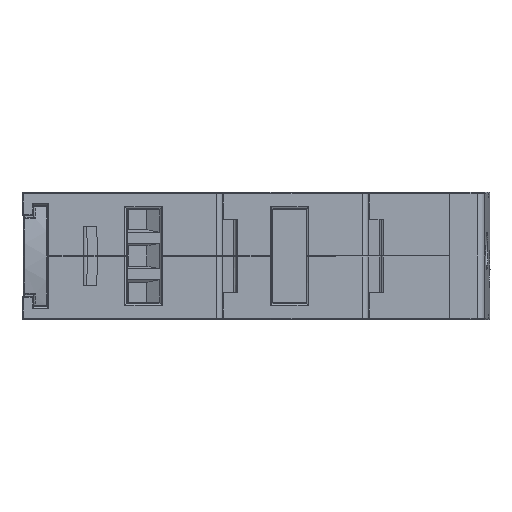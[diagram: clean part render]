
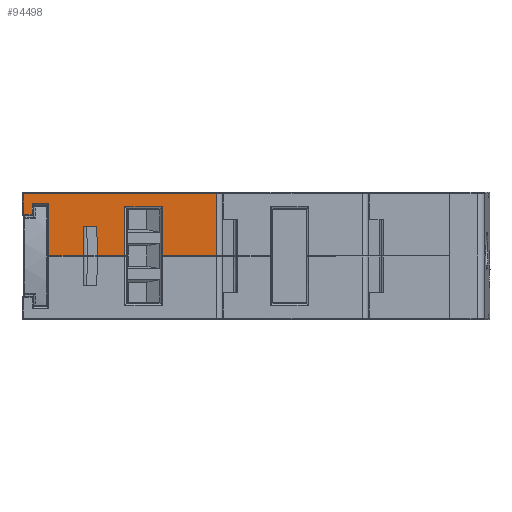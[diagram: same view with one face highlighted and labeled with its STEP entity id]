
A CAD part, front view. The second image highlights one B-rep face of the part: STEP entity #94498.
In plain terms, the highlighted planar face has unit normal (0, -1, 0).
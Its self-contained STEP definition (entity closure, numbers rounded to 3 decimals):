
#139 = DIRECTION ( 'NONE',  ( 0., 0., 1. ) ) ;
#886 = CARTESIAN_POINT ( 'NONE',  ( 11.856, -58.236, 8.025 ) ) ;
#1410 = CARTESIAN_POINT ( 'NONE',  ( 37.956, -58.236, 8.025 ) ) ;
#2488 = CARTESIAN_POINT ( 'NONE',  ( 37.956, -58.236, -0.725 ) ) ;
#2728 = VERTEX_POINT ( 'NONE', #33123 ) ;
#3591 = DIRECTION ( 'NONE',  ( 1., 0., 0. ) ) ;
#5115 = EDGE_CURVE ( 'NONE', #57414, #56747, #6620, .T. ) ;
#5332 = VERTEX_POINT ( 'NONE', #40456 ) ;
#5764 = ORIENTED_EDGE ( 'NONE', *, *, #35277, .T. ) ;
#6620 = LINE ( 'NONE', #2488, #102337 ) ;
#6829 = VECTOR ( 'NONE', #139, 1000. ) ;
#9299 = CARTESIAN_POINT ( 'NONE',  ( 18.838, -58.236, -0.725 ) ) ;
#9566 = LINE ( 'NONE', #886, #6829 ) ;
#10070 = CARTESIAN_POINT ( 'NONE',  ( 37.956, -58.236, -0.725 ) ) ;
#12848 = CARTESIAN_POINT ( 'NONE',  ( 37.956, -58.236, -0.725 ) ) ;
#13304 = CARTESIAN_POINT ( 'NONE',  ( 37.156, -58.236, -0.725 ) ) ;
#13550 = LINE ( 'NONE', #12848, #95430 ) ;
#14037 = VERTEX_POINT ( 'NONE', #9299 ) ;
#14628 = EDGE_CURVE ( 'NONE', #37167, #5332, #24819, .T. ) ;
#14682 = VERTEX_POINT ( 'NONE', #106175 ) ;
#15899 = VERTEX_POINT ( 'NONE', #56837 ) ;
#16181 = CARTESIAN_POINT ( 'NONE',  ( 37.956, -58.236, 6.008 ) ) ;
#16900 = EDGE_CURVE ( 'NONE', #80339, #37167, #43195, .T. ) ;
#17726 = CARTESIAN_POINT ( 'NONE',  ( 37.956, -58.236, 3.275 ) ) ;
#19639 = DIRECTION ( 'NONE',  ( 1., 0., 0. ) ) ;
#19706 = EDGE_CURVE ( 'NONE', #45163, #51922, #110541, .T. ) ;
#20138 = CARTESIAN_POINT ( 'NONE',  ( 24.572, -58.236, 8.025 ) ) ;
#20876 = ORIENTED_EDGE ( 'NONE', *, *, #24177, .T. ) ;
#24177 = EDGE_CURVE ( 'NONE', #5332, #57414, #24596, .T. ) ;
#24185 = LINE ( 'NONE', #97006, #97768 ) ;
#24596 = LINE ( 'NONE', #51745, #46745 ) ;
#24819 = LINE ( 'NONE', #16181, #92761 ) ;
#26154 = CARTESIAN_POINT ( 'NONE',  ( 24.572, -58.236, 6.008 ) ) ;
#26467 = VECTOR ( 'NONE', #82194, 1000. ) ;
#30942 = VERTEX_POINT ( 'NONE', #55768 ) ;
#33123 = CARTESIAN_POINT ( 'NONE',  ( 20.773, -58.236, -0.725 ) ) ;
#34572 = DIRECTION ( 'NONE',  ( -0.009, 0., 1. ) ) ;
#35277 = EDGE_CURVE ( 'NONE', #56747, #15899, #92254, .T. ) ;
#36158 = CARTESIAN_POINT ( 'NONE',  ( 37.956, -58.236, 4.975 ) ) ;
#37154 = CARTESIAN_POINT ( 'NONE',  ( 10.656, -58.236, 7.825 ) ) ;
#37167 = VERTEX_POINT ( 'NONE', #26154 ) ;
#39242 = CARTESIAN_POINT ( 'NONE',  ( 37.156, -58.236, 8.025 ) ) ;
#40201 = CARTESIAN_POINT ( 'NONE',  ( 11.856, -58.236, 4.975 ) ) ;
#40456 = CARTESIAN_POINT ( 'NONE',  ( 29.739, -58.236, 6.008 ) ) ;
#40684 = DIRECTION ( 'NONE',  ( -0.009, 0., -1. ) ) ;
#41734 = EDGE_LOOP ( 'NONE', ( #71578, #5764, #113039, #84766, #78090, #52875, #66893, #55139, #41999, #99165, #103931, #41831, #114405, #103627, #42009, #20876 ) ) ;
#41831 = ORIENTED_EDGE ( 'NONE', *, *, #99070, .F. ) ;
#41999 = ORIENTED_EDGE ( 'NONE', *, *, #102887, .T. ) ;
#42009 = ORIENTED_EDGE ( 'NONE', *, *, #14628, .T. ) ;
#42442 = LINE ( 'NONE', #42804, #109083 ) ;
#42581 = VECTOR ( 'NONE', #63337, 1000. ) ;
#42804 = CARTESIAN_POINT ( 'NONE',  ( 14.156, -58.236, 8.025 ) ) ;
#43195 = LINE ( 'NONE', #20138, #26467 ) ;
#43268 = CARTESIAN_POINT ( 'NONE',  ( 14.156, -58.236, -0.725 ) ) ;
#45163 = VERTEX_POINT ( 'NONE', #100769 ) ;
#45381 = LINE ( 'NONE', #84852, #53692 ) ;
#46745 = VECTOR ( 'NONE', #104124, 1000. ) ;
#50002 = EDGE_CURVE ( 'NONE', #51922, #110133, #42442, .T. ) ;
#51745 = CARTESIAN_POINT ( 'NONE',  ( 29.739, -58.236, 8.025 ) ) ;
#51922 = VERTEX_POINT ( 'NONE', #55573 ) ;
#52875 = ORIENTED_EDGE ( 'NONE', *, *, #69423, .T. ) ;
#53258 = EDGE_CURVE ( 'NONE', #15899, #66610, #111749, .T. ) ;
#53375 = PLANE ( 'NONE',  #67000 ) ;
#53692 = VECTOR ( 'NONE', #40684, 1000. ) ;
#54544 = CARTESIAN_POINT ( 'NONE',  ( 37.956, -58.236, 6.475 ) ) ;
#55139 = ORIENTED_EDGE ( 'NONE', *, *, #50002, .T. ) ;
#55573 = CARTESIAN_POINT ( 'NONE',  ( 14.156, -58.236, 6.475 ) ) ;
#55768 = CARTESIAN_POINT ( 'NONE',  ( 18.873, -58.236, 3.275 ) ) ;
#56747 = VERTEX_POINT ( 'NONE', #13304 ) ;
#56837 = CARTESIAN_POINT ( 'NONE',  ( 37.156, -58.236, 7.825 ) ) ;
#57414 = VERTEX_POINT ( 'NONE', #114250 ) ;
#59590 = VERTEX_POINT ( 'NONE', #69620 ) ;
#60480 = DIRECTION ( 'NONE',  ( 1., 0., 0. ) ) ;
#63337 = DIRECTION ( 'NONE',  ( 1., 0., 0. ) ) ;
#64247 = VECTOR ( 'NONE', #79818, 1000. ) ;
#66610 = VERTEX_POINT ( 'NONE', #37154 ) ;
#66893 = ORIENTED_EDGE ( 'NONE', *, *, #19706, .T. ) ;
#67000 = AXIS2_PLACEMENT_3D ( 'NONE', #1410, #82025, #90173 ) ;
#68443 = EDGE_CURVE ( 'NONE', #59590, #78478, #95320, .T. ) ;
#68490 = DIRECTION ( 'NONE',  ( 0., 0., -1. ) ) ;
#69423 = EDGE_CURVE ( 'NONE', #78478, #45163, #9566, .T. ) ;
#69620 = CARTESIAN_POINT ( 'NONE',  ( 10.656, -58.236, 4.975 ) ) ;
#69756 = CARTESIAN_POINT ( 'NONE',  ( 24.572, -58.236, -0.725 ) ) ;
#69927 = CARTESIAN_POINT ( 'NONE',  ( 37.956, -58.236, 7.825 ) ) ;
#71121 = DIRECTION ( 'NONE',  ( 1., 0., 0. ) ) ;
#71578 = ORIENTED_EDGE ( 'NONE', *, *, #5115, .T. ) ;
#74242 = DIRECTION ( 'NONE',  ( 0., 0., 1. ) ) ;
#75693 = VECTOR ( 'NONE', #74242, 1000. ) ;
#78090 = ORIENTED_EDGE ( 'NONE', *, *, #68443, .T. ) ;
#78478 = VERTEX_POINT ( 'NONE', #40201 ) ;
#79403 = FACE_OUTER_BOUND ( 'NONE', #41734, .T. ) ;
#79818 = DIRECTION ( 'NONE',  ( -1., 0., 0. ) ) ;
#80339 = VERTEX_POINT ( 'NONE', #69756 ) ;
#82025 = DIRECTION ( 'NONE',  ( 0., 1., 0. ) ) ;
#82194 = DIRECTION ( 'NONE',  ( 0., 0., 1. ) ) ;
#82824 = VECTOR ( 'NONE', #19639, 1000. ) ;
#84766 = ORIENTED_EDGE ( 'NONE', *, *, #87183, .T. ) ;
#84852 = CARTESIAN_POINT ( 'NONE',  ( 18.916, -58.236, 8.191 ) ) ;
#87183 = EDGE_CURVE ( 'NONE', #66610, #59590, #88606, .T. ) ;
#87675 = EDGE_CURVE ( 'NONE', #2728, #80339, #105589, .T. ) ;
#88606 = LINE ( 'NONE', #106832, #98413 ) ;
#90173 = DIRECTION ( 'NONE',  ( -1., 0., 0. ) ) ;
#90903 = VECTOR ( 'NONE', #105512, 1000. ) ;
#91635 = VECTOR ( 'NONE', #71121, 1000. ) ;
#92254 = LINE ( 'NONE', #39242, #75693 ) ;
#92761 = VECTOR ( 'NONE', #60480, 1000. ) ;
#94498 = ADVANCED_FACE ( 'NONE', ( #79403 ), #53375, .F. ) ;
#95320 = LINE ( 'NONE', #36158, #42581 ) ;
#95430 = VECTOR ( 'NONE', #3591, 1000. ) ;
#97006 = CARTESIAN_POINT ( 'NONE',  ( 20.698, -58.236, 7.874 ) ) ;
#97768 = VECTOR ( 'NONE', #34572, 1000. ) ;
#97924 = DIRECTION ( 'NONE',  ( 0., 0., -1. ) ) ;
#98413 = VECTOR ( 'NONE', #97924, 1000. ) ;
#99070 = EDGE_CURVE ( 'NONE', #2728, #14682, #24185, .T. ) ;
#99165 = ORIENTED_EDGE ( 'NONE', *, *, #108411, .F. ) ;
#100769 = CARTESIAN_POINT ( 'NONE',  ( 11.856, -58.236, 6.475 ) ) ;
#102337 = VECTOR ( 'NONE', #109496, 1000. ) ;
#102887 = EDGE_CURVE ( 'NONE', #110133, #14037, #13550, .T. ) ;
#103037 = LINE ( 'NONE', #17726, #64247 ) ;
#103627 = ORIENTED_EDGE ( 'NONE', *, *, #16900, .T. ) ;
#103931 = ORIENTED_EDGE ( 'NONE', *, *, #106513, .F. ) ;
#104124 = DIRECTION ( 'NONE',  ( 0., 0., -1. ) ) ;
#105512 = DIRECTION ( 'NONE',  ( -1., 0., 0. ) ) ;
#105589 = LINE ( 'NONE', #10070, #91635 ) ;
#106175 = CARTESIAN_POINT ( 'NONE',  ( 20.738, -58.236, 3.275 ) ) ;
#106513 = EDGE_CURVE ( 'NONE', #14682, #30942, #103037, .T. ) ;
#106832 = CARTESIAN_POINT ( 'NONE',  ( 10.656, -58.236, 8.025 ) ) ;
#108411 = EDGE_CURVE ( 'NONE', #30942, #14037, #45381, .T. ) ;
#109083 = VECTOR ( 'NONE', #68490, 1000. ) ;
#109496 = DIRECTION ( 'NONE',  ( 1., 0., 0. ) ) ;
#110133 = VERTEX_POINT ( 'NONE', #43268 ) ;
#110541 = LINE ( 'NONE', #54544, #82824 ) ;
#111749 = LINE ( 'NONE', #69927, #90903 ) ;
#113039 = ORIENTED_EDGE ( 'NONE', *, *, #53258, .T. ) ;
#114250 = CARTESIAN_POINT ( 'NONE',  ( 29.739, -58.236, -0.725 ) ) ;
#114405 = ORIENTED_EDGE ( 'NONE', *, *, #87675, .T. ) ;
